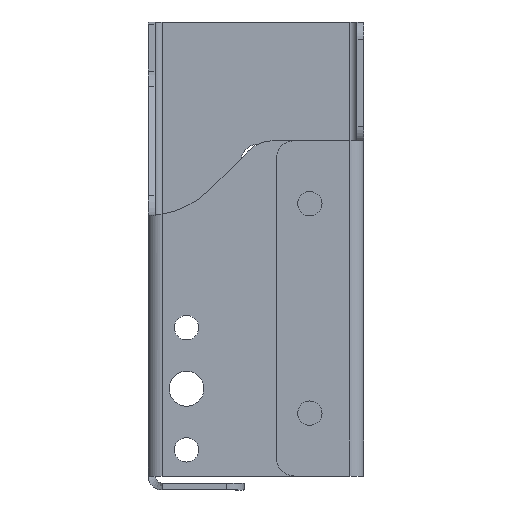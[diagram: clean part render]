
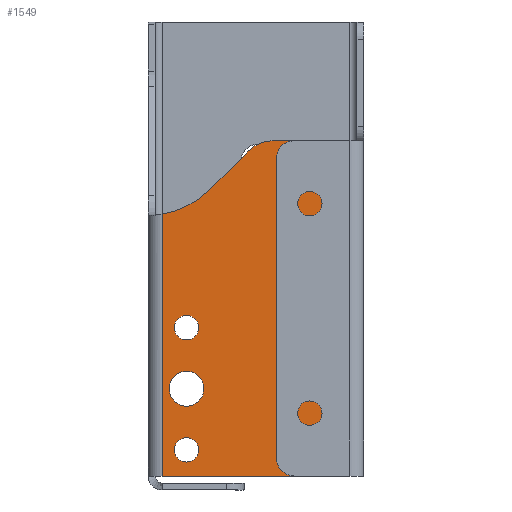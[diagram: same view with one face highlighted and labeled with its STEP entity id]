
A CAD part, left-side view. The second image highlights one B-rep face of the part: STEP entity #1549.
In plain terms, the highlighted planar face has unit normal (-1, 0, 0).
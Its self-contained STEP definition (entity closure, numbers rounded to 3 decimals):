
#11 = DIRECTION ( 'NONE',  ( 1., 0., 0. ) ) ;
#14 = CIRCLE ( 'NONE', #1088, 5. ) ;
#72 = CARTESIAN_POINT ( 'NONE',  ( -155., 50.8, -26. ) ) ;
#81 = EDGE_LOOP ( 'NONE', ( #2133, #1029 ) ) ;
#129 = AXIS2_PLACEMENT_3D ( 'NONE', #726, #136, #1034 ) ;
#136 = DIRECTION ( 'NONE',  ( 1., 0., 0. ) ) ;
#192 = DIRECTION ( 'NONE',  ( 0., 0., 1. ) ) ;
#256 = DIRECTION ( 'NONE',  ( 0., -1., 0. ) ) ;
#270 = EDGE_LOOP ( 'NONE', ( #2782, #2952 ) ) ;
#298 = ORIENTED_EDGE ( 'NONE', *, *, #2904, .F. ) ;
#318 = EDGE_CURVE ( 'NONE', #3320, #324, #1622, .T. ) ;
#324 = VERTEX_POINT ( 'NONE', #1965 ) ;
#359 = EDGE_LOOP ( 'NONE', ( #3138, #2090, #2002, #1581, #3583, #1069, #599 ) ) ;
#379 = CARTESIAN_POINT ( 'NONE',  ( -155., 50.8, -22.5 ) ) ;
#388 = CIRCLE ( 'NONE', #1774, 25. ) ;
#451 = CARTESIAN_POINT ( 'NONE',  ( -155., 59.8, 31. ) ) ;
#486 = PLANE ( 'NONE',  #129 ) ;
#533 = EDGE_CURVE ( 'NONE', #788, #1483, #2885, .T. ) ;
#539 = CARTESIAN_POINT ( 'NONE',  ( -155., 50.8, -40. ) ) ;
#599 = ORIENTED_EDGE ( 'NONE', *, *, #3570, .T. ) ;
#600 = CARTESIAN_POINT ( 'NONE',  ( -155., 61.8, 34.697 ) ) ;
#603 = CIRCLE ( 'NONE', #1751, 3.5 ) ;
#702 = CARTESIAN_POINT ( 'NONE',  ( -155., 50.8, -45. ) ) ;
#726 = CARTESIAN_POINT ( 'NONE',  ( -155., 59.8, 65. ) ) ;
#746 = FACE_BOUND ( 'NONE', #2011, .T. ) ;
#767 = EDGE_CURVE ( 'NONE', #1542, #2479, #1277, .T. ) ;
#788 = VERTEX_POINT ( 'NONE', #1580 ) ;
#1029 = ORIENTED_EDGE ( 'NONE', *, *, #767, .F. ) ;
#1034 = DIRECTION ( 'NONE',  ( 0., 0., -1. ) ) ;
#1057 = VERTEX_POINT ( 'NONE', #3203 ) ;
#1069 = ORIENTED_EDGE ( 'NONE', *, *, #2313, .T. ) ;
#1088 = AXIS2_PLACEMENT_3D ( 'NONE', #539, #3402, #1733 ) ;
#1094 = AXIS2_PLACEMENT_3D ( 'NONE', #1524, #1282, #2114 ) ;
#1142 = DIRECTION ( 'NONE',  ( 0., 0., 1. ) ) ;
#1149 = DIRECTION ( 'NONE',  ( 0., 0., -1. ) ) ;
#1267 = ORIENTED_EDGE ( 'NONE', *, *, #318, .F. ) ;
#1277 = CIRCLE ( 'NONE', #1094, 3.5 ) ;
#1278 = EDGE_CURVE ( 'NONE', #3572, #1057, #388, .T. ) ;
#1282 = DIRECTION ( 'NONE',  ( -1., 0., 0. ) ) ;
#1291 = DIRECTION ( 'NONE',  ( 0., 1., 0. ) ) ;
#1344 = CARTESIAN_POINT ( 'NONE',  ( -155., 50.8, -57.5 ) ) ;
#1388 = CARTESIAN_POINT ( 'NONE',  ( -155., 44.122, 17.02 ) ) ;
#1483 = VERTEX_POINT ( 'NONE', #3037 ) ;
#1524 = CARTESIAN_POINT ( 'NONE',  ( -155., 50.8, -57.5 ) ) ;
#1530 = EDGE_CURVE ( 'NONE', #2479, #1542, #603, .T. ) ;
#1542 = VERTEX_POINT ( 'NONE', #2208 ) ;
#1549 = ADVANCED_FACE ( 'NONE', ( #746, #1926, #1640, #3304 ), #486, .F. ) ;
#1580 = CARTESIAN_POINT ( 'NONE',  ( -155., 4., 31. ) ) ;
#1581 = ORIENTED_EDGE ( 'NONE', *, *, #2912, .T. ) ;
#1607 = DIRECTION ( 'NONE',  ( -1., 0., 0. ) ) ;
#1615 = VECTOR ( 'NONE', #1291, 1000. ) ;
#1622 = CIRCLE ( 'NONE', #1931, 3.5 ) ;
#1624 = VECTOR ( 'NONE', #3276, 1000. ) ;
#1640 = FACE_BOUND ( 'NONE', #270, .T. ) ;
#1642 = EDGE_CURVE ( 'NONE', #2372, #3642, #14, .T. ) ;
#1733 = DIRECTION ( 'NONE',  ( 0., 0., 1. ) ) ;
#1751 = AXIS2_PLACEMENT_3D ( 'NONE', #1344, #2997, #192 ) ;
#1774 = AXIS2_PLACEMENT_3D ( 'NONE', #600, #11, #1149 ) ;
#1875 = CARTESIAN_POINT ( 'NONE',  ( -155., 50.8, -22.5 ) ) ;
#1926 = FACE_BOUND ( 'NONE', #81, .T. ) ;
#1931 = AXIS2_PLACEMENT_3D ( 'NONE', #379, #3422, #2250 ) ;
#1965 = CARTESIAN_POINT ( 'NONE',  ( -155., 50.8, -19. ) ) ;
#1973 = CARTESIAN_POINT ( 'NONE',  ( -155., 50.8, -54. ) ) ;
#2002 = ORIENTED_EDGE ( 'NONE', *, *, #3215, .T. ) ;
#2011 = EDGE_LOOP ( 'NONE', ( #298, #1267 ) ) ;
#2052 = CARTESIAN_POINT ( 'NONE',  ( -155., 57.8, -65. ) ) ;
#2090 = ORIENTED_EDGE ( 'NONE', *, *, #2676, .T. ) ;
#2114 = DIRECTION ( 'NONE',  ( 0., 0., 1. ) ) ;
#2133 = ORIENTED_EDGE ( 'NONE', *, *, #1530, .F. ) ;
#2155 = EDGE_CURVE ( 'NONE', #3642, #2372, #3682, .T. ) ;
#2161 = DIRECTION ( 'NONE',  ( 0., 0.707, -0.707 ) ) ;
#2206 = VERTEX_POINT ( 'NONE', #2052 ) ;
#2208 = CARTESIAN_POINT ( 'NONE',  ( -155., 50.8, -61. ) ) ;
#2250 = DIRECTION ( 'NONE',  ( 0., 0., 1. ) ) ;
#2295 = CARTESIAN_POINT ( 'NONE',  ( -155., 26., 21. ) ) ;
#2313 = EDGE_CURVE ( 'NONE', #1057, #2206, #3562, .T. ) ;
#2355 = AXIS2_PLACEMENT_3D ( 'NONE', #3679, #3698, #1142 ) ;
#2372 = VERTEX_POINT ( 'NONE', #702 ) ;
#2393 = CARTESIAN_POINT ( 'NONE',  ( -155., 27.971, 33.171 ) ) ;
#2427 = LINE ( 'NONE', #451, #1615 ) ;
#2467 = CARTESIAN_POINT ( 'NONE',  ( -155., 26., 31. ) ) ;
#2479 = VERTEX_POINT ( 'NONE', #1973 ) ;
#2554 = LINE ( 'NONE', #3173, #2924 ) ;
#2676 = EDGE_CURVE ( 'NONE', #788, #2973, #2427, .T. ) ;
#2705 = VECTOR ( 'NONE', #2161, 1000. ) ;
#2764 = CIRCLE ( 'NONE', #3553, 3.5 ) ;
#2782 = ORIENTED_EDGE ( 'NONE', *, *, #2155, .F. ) ;
#2815 = VERTEX_POINT ( 'NONE', #3393 ) ;
#2885 = LINE ( 'NONE', #3498, #3349 ) ;
#2904 = EDGE_CURVE ( 'NONE', #324, #3320, #2764, .T. ) ;
#2912 = EDGE_CURVE ( 'NONE', #2815, #3572, #3597, .T. ) ;
#2924 = VECTOR ( 'NONE', #256, 1000. ) ;
#2928 = DIRECTION ( 'NONE',  ( 0., 0., -1. ) ) ;
#2935 = CARTESIAN_POINT ( 'NONE',  ( -155., 50.8, -35. ) ) ;
#2952 = ORIENTED_EDGE ( 'NONE', *, *, #1642, .F. ) ;
#2973 = VERTEX_POINT ( 'NONE', #2467 ) ;
#2997 = DIRECTION ( 'NONE',  ( -1., 0., 0. ) ) ;
#3027 = DIRECTION ( 'NONE',  ( 0., 0., 1. ) ) ;
#3037 = CARTESIAN_POINT ( 'NONE',  ( -155., 4., -65. ) ) ;
#3125 = DIRECTION ( 'NONE',  ( 0., 0., -1. ) ) ;
#3138 = ORIENTED_EDGE ( 'NONE', *, *, #533, .F. ) ;
#3173 = CARTESIAN_POINT ( 'NONE',  ( -155., 59.8, -65. ) ) ;
#3203 = CARTESIAN_POINT ( 'NONE',  ( -155., 57.8, 10.02 ) ) ;
#3215 = EDGE_CURVE ( 'NONE', #2973, #2815, #3282, .T. ) ;
#3276 = DIRECTION ( 'NONE',  ( 0., 0., -1. ) ) ;
#3282 = CIRCLE ( 'NONE', #3347, 10. ) ;
#3297 = CARTESIAN_POINT ( 'NONE',  ( -155., 57.8, 65. ) ) ;
#3304 = FACE_OUTER_BOUND ( 'NONE', #359, .T. ) ;
#3320 = VERTEX_POINT ( 'NONE', #72 ) ;
#3347 = AXIS2_PLACEMENT_3D ( 'NONE', #2295, #3414, #3125 ) ;
#3349 = VECTOR ( 'NONE', #2928, 1000. ) ;
#3393 = CARTESIAN_POINT ( 'NONE',  ( -155., 33.071, 28.071 ) ) ;
#3402 = DIRECTION ( 'NONE',  ( -1., 0., 0. ) ) ;
#3414 = DIRECTION ( 'NONE',  ( -1., 0., 0. ) ) ;
#3422 = DIRECTION ( 'NONE',  ( -1., 0., 0. ) ) ;
#3498 = CARTESIAN_POINT ( 'NONE',  ( -155., 4., 65. ) ) ;
#3553 = AXIS2_PLACEMENT_3D ( 'NONE', #1875, #1607, #3027 ) ;
#3562 = LINE ( 'NONE', #3297, #1624 ) ;
#3570 = EDGE_CURVE ( 'NONE', #2206, #1483, #2554, .T. ) ;
#3572 = VERTEX_POINT ( 'NONE', #1388 ) ;
#3583 = ORIENTED_EDGE ( 'NONE', *, *, #1278, .T. ) ;
#3597 = LINE ( 'NONE', #2393, #2705 ) ;
#3642 = VERTEX_POINT ( 'NONE', #2935 ) ;
#3679 = CARTESIAN_POINT ( 'NONE',  ( -155., 50.8, -40. ) ) ;
#3682 = CIRCLE ( 'NONE', #2355, 5. ) ;
#3698 = DIRECTION ( 'NONE',  ( -1., 0., 0. ) ) ;
